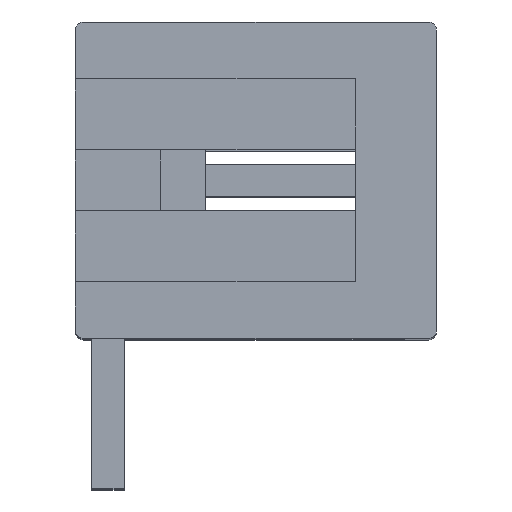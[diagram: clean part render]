
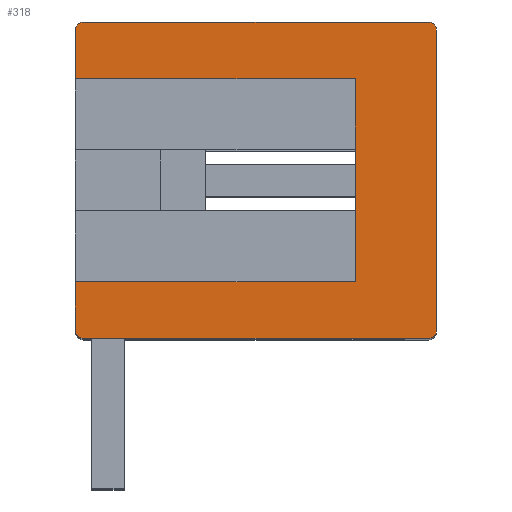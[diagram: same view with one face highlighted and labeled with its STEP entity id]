
A CAD part, top view. The second image highlights one B-rep face of the part: STEP entity #318.
In plain terms, the highlighted planar face has unit normal (0, 0, 1).
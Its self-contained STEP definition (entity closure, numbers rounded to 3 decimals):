
#318 = ADVANCED_FACE( '', ( #893 ), #894, .T. );
#893 = FACE_OUTER_BOUND( '', #1747, .T. );
#894 = PLANE( '', #1748 );
#1747 = EDGE_LOOP( '', ( #2652, #2653, #2654, #2655, #2656, #2657, #2658, #2659, #2660, #2661, #2662, #2663 ) );
#1748 = AXIS2_PLACEMENT_3D( '', #2664, #2665, #2666 );
#2652 = ORIENTED_EDGE( '', *, *, #5224, .T. );
#2653 = ORIENTED_EDGE( '', *, *, #5225, .T. );
#2654 = ORIENTED_EDGE( '', *, *, #5226, .T. );
#2655 = ORIENTED_EDGE( '', *, *, #5227, .T. );
#2656 = ORIENTED_EDGE( '', *, *, #5228, .T. );
#2657 = ORIENTED_EDGE( '', *, *, #5229, .T. );
#2658 = ORIENTED_EDGE( '', *, *, #5230, .T. );
#2659 = ORIENTED_EDGE( '', *, *, #5231, .T. );
#2660 = ORIENTED_EDGE( '', *, *, #5232, .T. );
#2661 = ORIENTED_EDGE( '', *, *, #5190, .T. );
#2662 = ORIENTED_EDGE( '', *, *, #5233, .T. );
#2663 = ORIENTED_EDGE( '', *, *, #5234, .F. );
#2664 = CARTESIAN_POINT( '', ( -0.6, 0.2, 22.5 ) );
#2665 = DIRECTION( '', ( 0., 0., 1. ) );
#2666 = DIRECTION( '', ( 1., 0., 0. ) );
#5190 = EDGE_CURVE( '', #6237, #6235, #6238, .T. );
#5224 = EDGE_CURVE( '', #6298, #6299, #6300, .T. );
#5225 = EDGE_CURVE( '', #6299, #6301, #6302, .T. );
#5226 = EDGE_CURVE( '', #6301, #6303, #6304, .T. );
#5227 = EDGE_CURVE( '', #6303, #6305, #6306, .T. );
#5228 = EDGE_CURVE( '', #6305, #6307, #6308, .T. );
#5229 = EDGE_CURVE( '', #6307, #6309, #6310, .T. );
#5230 = EDGE_CURVE( '', #6309, #6311, #6312, .T. );
#5231 = EDGE_CURVE( '', #6311, #6313, #6314, .T. );
#5232 = EDGE_CURVE( '', #6313, #6237, #6315, .T. );
#5233 = EDGE_CURVE( '', #6235, #6316, #6317, .T. );
#5234 = EDGE_CURVE( '', #6298, #6316, #6318, .T. );
#6235 = VERTEX_POINT( '', #7780 );
#6237 = VERTEX_POINT( '', #7783 );
#6238 = CIRCLE( '', #7784, 0.2 );
#6298 = VERTEX_POINT( '', #7869 );
#6299 = VERTEX_POINT( '', #7870 );
#6300 = LINE( '', #7871, #7872 );
#6301 = VERTEX_POINT( '', #7873 );
#6302 = LINE( '', #7874, #7875 );
#6303 = VERTEX_POINT( '', #7876 );
#6304 = LINE( '', #7877, #7878 );
#6305 = VERTEX_POINT( '', #7879 );
#6306 = CIRCLE( '', #7880, 0.2 );
#6307 = VERTEX_POINT( '', #7881 );
#6308 = LINE( '', #7882, #7883 );
#6309 = VERTEX_POINT( '', #7884 );
#6310 = CIRCLE( '', #7885, 0.2 );
#6311 = VERTEX_POINT( '', #7886 );
#6312 = LINE( '', #7887, #7888 );
#6313 = VERTEX_POINT( '', #7889 );
#6314 = CIRCLE( '', #7890, 0.2 );
#6315 = LINE( '', #7891, #7892 );
#6316 = VERTEX_POINT( '', #7893 );
#6317 = LINE( '', #7894, #7895 );
#6318 = LINE( '', #7896, #7897 );
#7780 = CARTESIAN_POINT( '', ( -0.8, 7.6, 22.5 ) );
#7783 = CARTESIAN_POINT( '', ( -0.6, 7.8, 22.5 ) );
#7784 = AXIS2_PLACEMENT_3D( '', #9987, #9988, #9989 );
#7869 = CARTESIAN_POINT( '', ( 6.1, 6.4, 22.5 ) );
#7870 = CARTESIAN_POINT( '', ( 6.1, 1.4, 22.5 ) );
#7871 = CARTESIAN_POINT( '', ( 6.1, 6.4, 22.5 ) );
#7872 = VECTOR( '', #10021, 1000. );
#7873 = CARTESIAN_POINT( '', ( -0.8, 1.4, 22.5 ) );
#7874 = CARTESIAN_POINT( '', ( 6.1, 1.4, 22.5 ) );
#7875 = VECTOR( '', #10022, 1000. );
#7876 = CARTESIAN_POINT( '', ( -0.8, 0.2, 22.5 ) );
#7877 = CARTESIAN_POINT( '', ( -0.8, 7.6, 22.5 ) );
#7878 = VECTOR( '', #10023, 1000. );
#7879 = CARTESIAN_POINT( '', ( -0.6, 0., 22.5 ) );
#7880 = AXIS2_PLACEMENT_3D( '', #10024, #10025, #10026 );
#7881 = CARTESIAN_POINT( '', ( 7.9, 0., 22.5 ) );
#7882 = CARTESIAN_POINT( '', ( -0.6, 0., 22.5 ) );
#7883 = VECTOR( '', #10027, 1000. );
#7884 = CARTESIAN_POINT( '', ( 8.1, 0.2, 22.5 ) );
#7885 = AXIS2_PLACEMENT_3D( '', #10028, #10029, #10030 );
#7886 = CARTESIAN_POINT( '', ( 8.1, 7.6, 22.5 ) );
#7887 = CARTESIAN_POINT( '', ( 8.1, 0.2, 22.5 ) );
#7888 = VECTOR( '', #10031, 1000. );
#7889 = CARTESIAN_POINT( '', ( 7.9, 7.8, 22.5 ) );
#7890 = AXIS2_PLACEMENT_3D( '', #10032, #10033, #10034 );
#7891 = CARTESIAN_POINT( '', ( 7.9, 7.8, 22.5 ) );
#7892 = VECTOR( '', #10035, 1000. );
#7893 = CARTESIAN_POINT( '', ( -0.8, 6.4, 22.5 ) );
#7894 = CARTESIAN_POINT( '', ( -0.8, 7.6, 22.5 ) );
#7895 = VECTOR( '', #10036, 1000. );
#7896 = CARTESIAN_POINT( '', ( 6.1, 6.4, 22.5 ) );
#7897 = VECTOR( '', #10037, 1000. );
#9987 = CARTESIAN_POINT( '', ( -0.6, 7.6, 22.5 ) );
#9988 = DIRECTION( '', ( 0., 0., 1. ) );
#9989 = DIRECTION( '', ( 1., 0., 0. ) );
#10021 = DIRECTION( '', ( 0., -1., 0. ) );
#10022 = DIRECTION( '', ( -1., 0., 0. ) );
#10023 = DIRECTION( '', ( 0., -1., 0. ) );
#10024 = CARTESIAN_POINT( '', ( -0.6, 0.2, 22.5 ) );
#10025 = DIRECTION( '', ( 0., 0., 1. ) );
#10026 = DIRECTION( '', ( 1., 0., 0. ) );
#10027 = DIRECTION( '', ( 1., 0., 0. ) );
#10028 = CARTESIAN_POINT( '', ( 7.9, 0.2, 22.5 ) );
#10029 = DIRECTION( '', ( 0., 0., 1. ) );
#10030 = DIRECTION( '', ( 1., 0., 0. ) );
#10031 = DIRECTION( '', ( 0., 1., 0. ) );
#10032 = CARTESIAN_POINT( '', ( 7.9, 7.6, 22.5 ) );
#10033 = DIRECTION( '', ( 0., 0., 1. ) );
#10034 = DIRECTION( '', ( 1., 0., 0. ) );
#10035 = DIRECTION( '', ( -1., 0., 0. ) );
#10036 = DIRECTION( '', ( 0., -1., 0. ) );
#10037 = DIRECTION( '', ( -1., 0., 0. ) );
